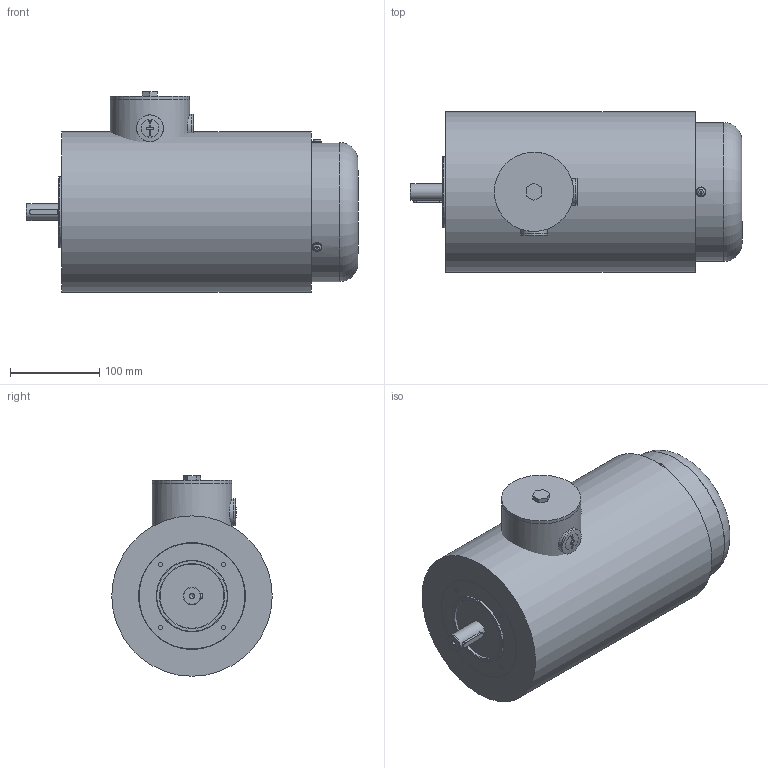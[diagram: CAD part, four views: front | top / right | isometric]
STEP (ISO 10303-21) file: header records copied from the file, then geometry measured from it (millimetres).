
FILE_DESCRIPTION(/* description */ (''),/* implementation_level */ '2;1');
FILE_NAME(/* name */ 'TEFC 80-4B IMB14 FT100 0,75KW',/* time_stamp */ '2021-04-07T13:46:15+02:00',/* author */ (''),/* organization */ (''),/* preprocessor_version */ 'ST-DEVELOPER v16.5',/* originating_system */ 'HiCAD 2019 2402.2 Build 521',/* authorisation */ '');
FILE_SCHEMA (('AUTOMOTIVE_DESIGN { 1 0 10303 214 1 1 1 1 }'));
Products named in the file (54): Root; ZUSAMMENBAU; MANTEL; MANTEL_001X; KL.KA.; KL.KA._001X; Deckel Ø89; Schraube M25x1,5; Wellendichtring-Viton 20x35x7; WELLE TENV 80-4B ; DIN 625 - 6204-2Z_Kugellager; N625KUG; Wellenende m. Paßfeder; Zapfen WE TEFC 80-4B; ROTATIONSTEIL_0; B-SCHILD TEFC 80; Abstandsbolzen M8_M5; TRANSLATIONSTEIL_1; Schraube für Edelstahlmotorhauben; TRANSLATIONSTEIL_0; B-Schild TEFC 80; HAUBE TEFC 80; Lüfter InnenØ15 x Ø23- AußenØ76; FLANSCH B14 FT100; Flansch B14 FT100; HAUBE TEFC 80-2B  1,1KW; Haube TEFC 80; Paßfeder 6x6x32; Normteilgruppe _0; DIN 125-A 6.4-140 HV_Scheiben; DIN 1587-M6-6_Hutmuttern; Translationsteil_0; DIN 3760-A20x35x7-NBR_Wellendichtringe; DIN 471-14x1_Sicherungsringe
Assembly tree (53 placements, depth 5):
  Root
    ZUSAMMENBAU
      MANTEL
        MANTEL_001X
      KL.KA.
        KL.KA._001X
        Deckel Ø89
        Schraube M25x1,5
        Schraube M25x1,5
      Wellendichtring-Viton 20x35x7
      WELLE TENV 80-4B 
        DIN 625 - 6204-2Z_Kugellager
          N625KUG
          N625KUG
        DIN 625 - 6204-2Z_Kugellager
          N625KUG
          N625KUG
        Wellenende m. Paßfeder
        Zapfen WE TEFC 80-4B
          ROTATIONSTEIL_0
      B-SCHILD TEFC 80
        Abstandsbolzen M8_M5
          TRANSLATIONSTEIL_1
        Abstandsbolzen M8_M5
          TRANSLATIONSTEIL_1
        Abstandsbolzen M8_M5
          TRANSLATIONSTEIL_1
        Schraube für Edelstahlmotorhauben
          TRANSLATIONSTEIL_0
        Schraube für Edelstahlmotorhauben
          TRANSLATIONSTEIL_0
        Schraube für Edelstahlmotorhauben
          TRANSLATIONSTEIL_0
        B-Schild TEFC 80
      HAUBE TEFC 80
      Lüfter InnenØ15 x Ø23- AußenØ76
      FLANSCH B14 FT100
        Flansch B14 FT100
      HAUBE TEFC 80-2B  1,1KW
        Haube TEFC 80
      Paßfeder 6x6x32
    Normteilgruppe _0
      DIN 125-A 6.4-140 HV_Scheiben
      DIN 125-A 6.4-140 HV_Scheiben
      DIN 125-A 6.4-140 HV_Scheiben
      DIN 125-A 6.4-140 HV_Scheiben
    Normteilgruppe _0
      DIN 1587-M6-6_Hutmuttern
      DIN 1587-M6-6_Hutmuttern
      DIN 1587-M6-6_Hutmuttern
      DIN 1587-M6-6_Hutmuttern
    Translationsteil_0
    DIN 3760-A20x35x7-NBR_Wellendichtringe
    DIN 471-14x1_Sicherungsringe
Bounding box: 372.5 x 180 x 225 mm (x, y, z)
Volume: 8360988.6 mm3; surface area: 769952 mm2
Topology: 39 solids, 41 shells, 1016 faces, 2475 edges, 1582 vertices
Faces by surface type: cylinder 379, plane 376, torus 133, cone 86, sphere 36, bspline 6
Full cylindrical faces by diameter (mm): 1.7 x2, 4.019 x3, 4.39 x3, 4.5 x3, 5 x9, 5.2 x4, 6 x4, 6.4 x4, 6.5 x4, 6.8 x1, 7.4 x3, 8 x7, 9 x4, 9.5 x4, 10 x3, 11 x7, 12 x4, 19 x1, 20 x7, 22 x2, 23 x2, 24 x1, 25 x5, 26 x2, 26.2 x1, 27.155 x4, 28 x2, 28.802 x4, 30 x4, 31.2 x1
Entity records: 56037 total; most frequent: CARTESIAN_POINT 11805, DIRECTION 5111, PRESENTATION_STYLE_ASSIGNMENT 4209, DRAUGHTING_PRE_DEFINED_CURVE_FONT 4170, CURVE_STYLE 4170, OVER_RIDING_STYLED_ITEM 4170, ORIENTED_EDGE 4170, COLOUR_RGB 4135
